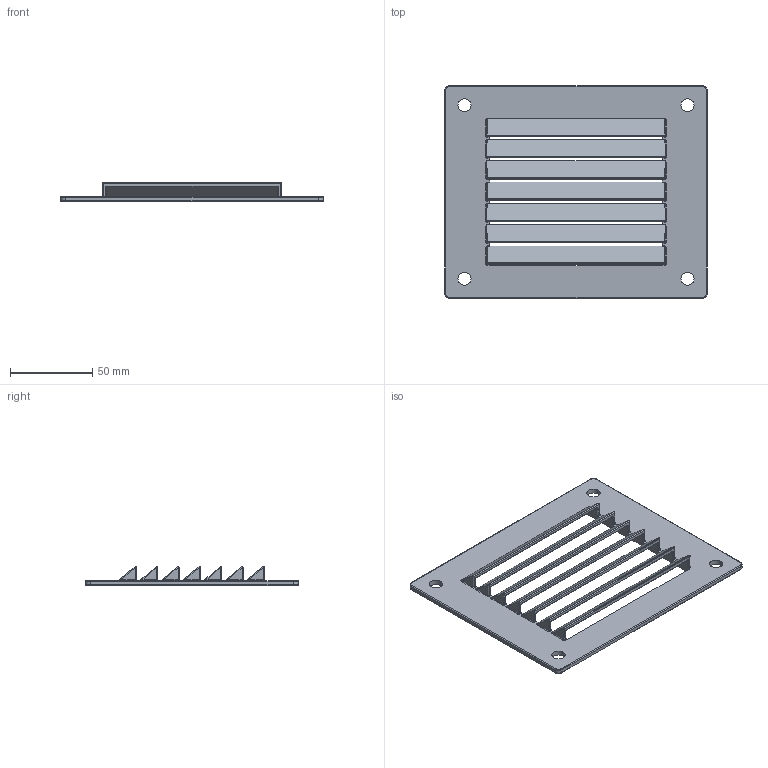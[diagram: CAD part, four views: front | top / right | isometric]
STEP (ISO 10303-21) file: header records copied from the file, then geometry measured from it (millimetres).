
FILE_DESCRIPTION (( 'STEP AP214' ), '1' );
FILE_NAME ('Ventilation small.STEP', '2024-08-01T02:03:42', ( '' ), ( '' ), 'SwSTEP 2.0', 'SolidWorks 2022', '' );
FILE_SCHEMA (( 'AUTOMOTIVE_DESIGN' ));
Length unit declared in the file: millimetre
Products named in the file (1): Ventilation small
Bounding box: 160 x 129.8 x 11.66 mm (x, y, z)
Volume: 58743.7 mm3; surface area: 50408.9 mm2
Topology: 1 solids, 1 shells, 282 faces, 722 edges, 416 vertices
Faces by surface type: cylinder 142, plane 62, torus 36, bspline 28, sphere 14
Entity records: 9038 total; most frequent: CARTESIAN_POINT 2415, ORIENTED_EDGE 1416, DIRECTION 1408, EDGE_CURVE 708, AXIS2_PLACEMENT_3D 529, VERTEX_POINT 416, LINE 350, VECTOR 350
